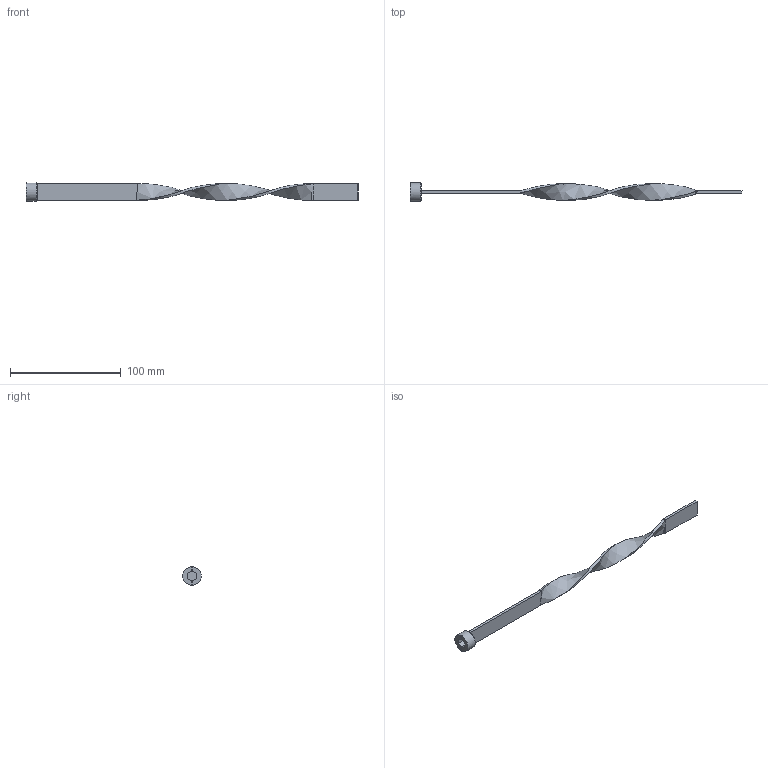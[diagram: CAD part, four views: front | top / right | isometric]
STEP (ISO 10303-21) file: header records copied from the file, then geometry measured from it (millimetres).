
FILE_DESCRIPTION(/* description */ ('STEP AP214'),/* implementation_level */ '2;1');
FILE_NAME(/* name */ 'BBS30038',/* time_stamp */ '2023-09-12T08:19:11+02:00',/* author */ ('License CC BY-ND 4.0'),/* organization */ ('CADENAS'),/* preprocessor_version */ 'ST-DEVELOPER v19.3',/* originating_system */ 'PARTsolutions',/* authorisation */ ' ');
FILE_SCHEMA (('AUTOMOTIVE_DESIGN {1 0 10303 214 3 1 1}'));
Length unit declared in the file: millimetre
Products named in the file (2): BBS30038; BBS30038_1
Assembly tree (1 placements, depth 2):
  BBS30038
    BBS30038_1
Bounding box: 300 x 16.66 x 16.66 mm (x, y, z)
Volume: 12270.9 mm3; surface area: 11276.9 mm2
Topology: 1 solids, 1 shells, 56 faces, 141 edges, 91 vertices
Faces by surface type: plane 48, bspline 6, cylinder 1, cone 1
Full cylindrical faces by diameter (mm): 16.66 x1
Entity records: 3693 total; most frequent: CARTESIAN_POINT 2015, ORIENTED_EDGE 276, DIRECTION 214, EDGE_CURVE 138, VERTEX_POINT 90, LINE 88, VECTOR 88, AXIS2_PLACEMENT_3D 63
